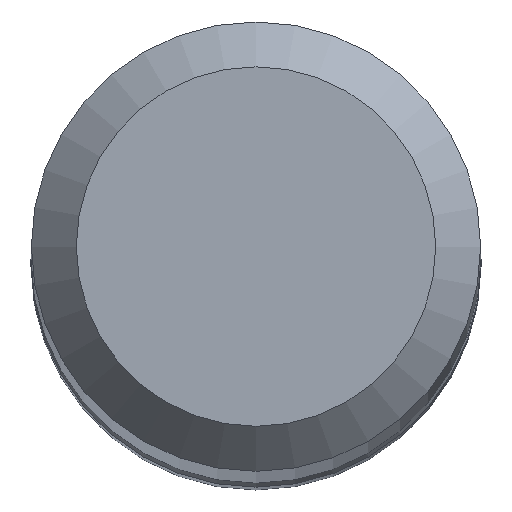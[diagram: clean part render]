
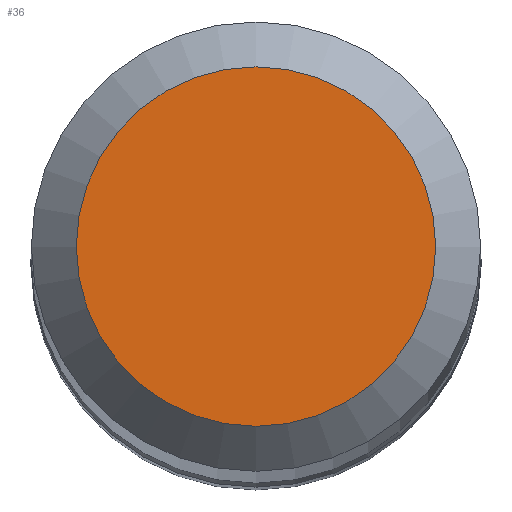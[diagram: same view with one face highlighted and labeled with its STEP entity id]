
A CAD part, top view. The second image highlights one B-rep face of the part: STEP entity #36.
In plain terms, the highlighted planar face has unit normal (0, 0, 1).
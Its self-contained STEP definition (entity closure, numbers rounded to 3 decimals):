
#2 = VERTEX_POINT ( 'NONE', #259 ) ;
#36 = ADVANCED_FACE ( 'NONE', ( #104 ), #278, .T. ) ;
#58 = CARTESIAN_POINT ( 'NONE',  ( 0., 0., 70. ) ) ;
#73 = AXIS2_PLACEMENT_3D ( 'NONE', #94, #110, #299 ) ;
#78 = CIRCLE ( 'NONE', #73, 1.2 ) ;
#94 = CARTESIAN_POINT ( 'NONE',  ( 0., 0., 70. ) ) ;
#104 = FACE_OUTER_BOUND ( 'NONE', #261, .T. ) ;
#110 = DIRECTION ( 'NONE',  ( 0., 0., -1. ) ) ;
#121 = AXIS2_PLACEMENT_3D ( 'NONE', #58, #272, #126 ) ;
#126 = DIRECTION ( 'NONE',  ( 0., -1., 0. ) ) ;
#186 = ORIENTED_EDGE ( 'NONE', *, *, #202, .F. ) ;
#202 = EDGE_CURVE ( 'NONE', #2, #2, #78, .T. ) ;
#259 = CARTESIAN_POINT ( 'NONE',  ( 0., 1.2, 70. ) ) ;
#261 = EDGE_LOOP ( 'NONE', ( #186 ) ) ;
#272 = DIRECTION ( 'NONE',  ( 0., 0., 1. ) ) ;
#278 = PLANE ( 'NONE',  #121 ) ;
#299 = DIRECTION ( 'NONE',  ( 0., 1., 0. ) ) ;
